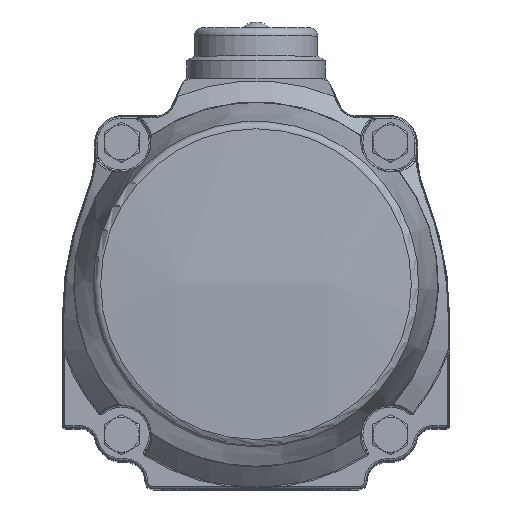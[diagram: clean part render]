
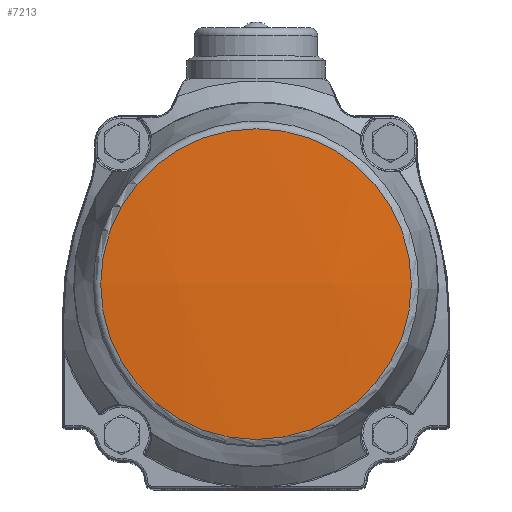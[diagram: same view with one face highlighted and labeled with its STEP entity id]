
A CAD part, top view. The second image highlights one B-rep face of the part: STEP entity #7213.
In plain terms, the highlighted spherical face has radius 944.4 mm.
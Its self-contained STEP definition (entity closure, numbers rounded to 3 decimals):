
#336=SPHERICAL_SURFACE('',#7906,944.4);
#1666=ORIENTED_EDGE('',*,*,#3752,.F.);
#3752=EDGE_CURVE('',#4824,#4824,#5407,.T.);
#4824=VERTEX_POINT('',#12548);
#5407=CIRCLE('',#7904,93.016);
#5876=EDGE_LOOP('',(#1666));
#6510=FACE_BOUND('',#5876,.T.);
#7213=ADVANCED_FACE('',(#6510),#336,.T.);
#7904=AXIS2_PLACEMENT_3D('',#12547,#9040,#9041);
#7906=AXIS2_PLACEMENT_3D('',#12551,#9044,#9045);
#9040=DIRECTION('',(0.,0.,-1.));
#9041=DIRECTION('',(-1.,0.,0.));
#9044=DIRECTION('',(0.,-1.,0.));
#9045=DIRECTION('',(-1.,0.,0.));
#12547=CARTESIAN_POINT('',(0.,0.,270.108));
#12548=CARTESIAN_POINT('',(-93.016,0.,270.108));
#12551=CARTESIAN_POINT('',(0.,0.,-669.7));
